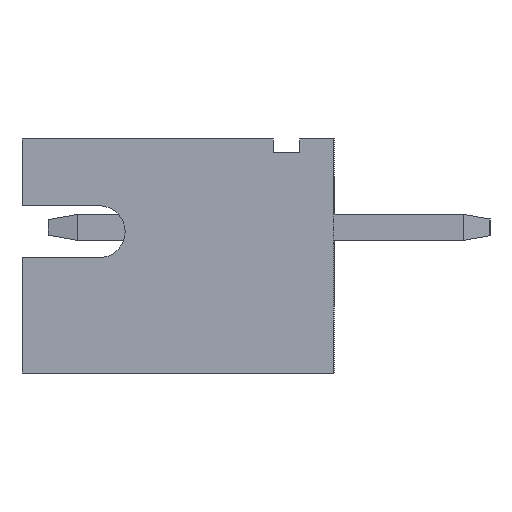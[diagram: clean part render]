
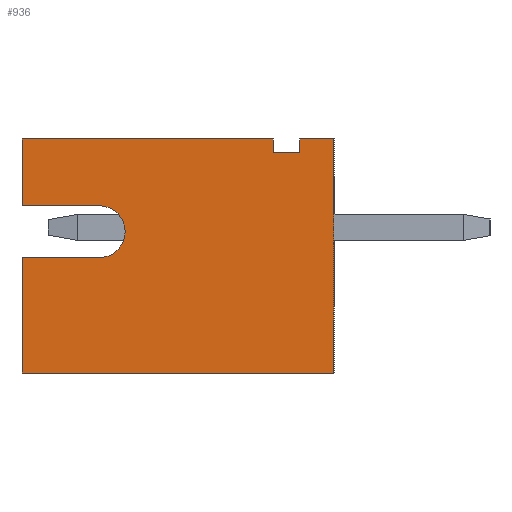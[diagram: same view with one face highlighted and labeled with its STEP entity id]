
A CAD part, left-side view. The second image highlights one B-rep face of the part: STEP entity #936.
In plain terms, the highlighted planar face has unit normal (-1, 0, 0).
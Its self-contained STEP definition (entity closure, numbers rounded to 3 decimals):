
#75 = DIRECTION ( 'NONE',  ( 0., -1., 0. ) ) ;
#92 = CARTESIAN_POINT ( 'NONE',  ( -10.95, 0., -2.25 ) ) ;
#105 = VERTEX_POINT ( 'NONE', #1206 ) ;
#133 = EDGE_CURVE ( 'NONE', #1942, #8105, #7382, .T. ) ;
#234 = EDGE_CURVE ( 'NONE', #397, #3270, #3427, .T. ) ;
#308 = CARTESIAN_POINT ( 'NONE',  ( -10.95, 6., 2.25 ) ) ;
#353 = VECTOR ( 'NONE', #2764, 1000. ) ;
#397 = VERTEX_POINT ( 'NONE', #2395 ) ;
#464 = DIRECTION ( 'NONE',  ( 1., 0., 0. ) ) ;
#597 = EDGE_CURVE ( 'NONE', #3816, #1942, #953, .T. ) ;
#641 = CARTESIAN_POINT ( 'NONE',  ( -10.95, 1.168, 2.711 ) ) ;
#713 = VECTOR ( 'NONE', #5471, 1000. ) ;
#760 = DIRECTION ( 'NONE',  ( 0., 0., 1. ) ) ;
#936 = ADVANCED_FACE ( 'NONE', ( #2862 ), #5542, .F. ) ;
#953 = LINE ( 'NONE', #7618, #7894 ) ;
#1058 = EDGE_CURVE ( 'NONE', #3400, #8105, #6744, .T. ) ;
#1206 = CARTESIAN_POINT ( 'NONE',  ( -10.95, 0., 2.25 ) ) ;
#1313 = AXIS2_PLACEMENT_3D ( 'NONE', #7777, #464, #8594 ) ;
#1361 = VECTOR ( 'NONE', #5008, 1000. ) ;
#1406 = EDGE_CURVE ( 'NONE', #2139, #4613, #5564, .T. ) ;
#1411 = CARTESIAN_POINT ( 'NONE',  ( -10.95, 4.515, 0.965 ) ) ;
#1529 = LINE ( 'NONE', #4899, #6148 ) ;
#1540 = ORIENTED_EDGE ( 'NONE', *, *, #1406, .T. ) ;
#1579 = EDGE_CURVE ( 'NONE', #3816, #3259, #2114, .T. ) ;
#1639 = VECTOR ( 'NONE', #8002, 1000. ) ;
#1665 = CARTESIAN_POINT ( 'NONE',  ( -10.95, 1.168, 1.994 ) ) ;
#1704 = CIRCLE ( 'NONE', #6042, 0.498 ) ;
#1753 = LINE ( 'NONE', #308, #7945 ) ;
#1942 = VERTEX_POINT ( 'NONE', #5704 ) ;
#1967 = VECTOR ( 'NONE', #3694, 1000. ) ;
#2041 = ORIENTED_EDGE ( 'NONE', *, *, #597, .F. ) ;
#2075 = DIRECTION ( 'NONE',  ( 0., 0., -1. ) ) ;
#2114 = LINE ( 'NONE', #2737, #5780 ) ;
#2115 = ORIENTED_EDGE ( 'NONE', *, *, #234, .F. ) ;
#2139 = VERTEX_POINT ( 'NONE', #4873 ) ;
#2395 = CARTESIAN_POINT ( 'NONE',  ( -10.95, 6., -2.25 ) ) ;
#2577 = VECTOR ( 'NONE', #4291, 1000. ) ;
#2737 = CARTESIAN_POINT ( 'NONE',  ( -10.95, 4.515, 0.965 ) ) ;
#2764 = DIRECTION ( 'NONE',  ( 0., -1., 0. ) ) ;
#2781 = CARTESIAN_POINT ( 'NONE',  ( -10.95, 4.515, 0.467 ) ) ;
#2862 = FACE_OUTER_BOUND ( 'NONE', #7110, .T. ) ;
#2881 = DIRECTION ( 'NONE',  ( 0., 1., 0. ) ) ;
#2894 = EDGE_CURVE ( 'NONE', #4613, #3400, #1529, .T. ) ;
#3083 = ORIENTED_EDGE ( 'NONE', *, *, #4830, .T. ) ;
#3259 = VERTEX_POINT ( 'NONE', #1411 ) ;
#3270 = VERTEX_POINT ( 'NONE', #3414 ) ;
#3400 = VERTEX_POINT ( 'NONE', #1665 ) ;
#3414 = CARTESIAN_POINT ( 'NONE',  ( -10.95, 6., -0.032 ) ) ;
#3427 = LINE ( 'NONE', #7515, #1361 ) ;
#3571 = ORIENTED_EDGE ( 'NONE', *, *, #3847, .T. ) ;
#3623 = CARTESIAN_POINT ( 'NONE',  ( -10.95, 0.661, 2.711 ) ) ;
#3694 = DIRECTION ( 'NONE',  ( 0., 1., 0. ) ) ;
#3695 = DIRECTION ( 'NONE',  ( 0., 0., 1. ) ) ;
#3816 = VERTEX_POINT ( 'NONE', #7443 ) ;
#3847 = EDGE_CURVE ( 'NONE', #6566, #3270, #5506, .T. ) ;
#4057 = CARTESIAN_POINT ( 'NONE',  ( -10.95, 6., 2.25 ) ) ;
#4291 = DIRECTION ( 'NONE',  ( 0., 0., -1. ) ) ;
#4316 = EDGE_CURVE ( 'NONE', #6128, #105, #6614, .T. ) ;
#4363 = CARTESIAN_POINT ( 'NONE',  ( -10.95, 4.515, -0.032 ) ) ;
#4592 = ORIENTED_EDGE ( 'NONE', *, *, #4316, .T. ) ;
#4613 = VERTEX_POINT ( 'NONE', #8295 ) ;
#4795 = DIRECTION ( 'NONE',  ( 1., 0., 0. ) ) ;
#4830 = EDGE_CURVE ( 'NONE', #3259, #6566, #1704, .T. ) ;
#4873 = CARTESIAN_POINT ( 'NONE',  ( -10.95, 0.661, 2.25 ) ) ;
#4878 = LINE ( 'NONE', #5437, #353 ) ;
#4899 = CARTESIAN_POINT ( 'NONE',  ( -10.95, 1.168, 1.994 ) ) ;
#5008 = DIRECTION ( 'NONE',  ( 0., 0., 1. ) ) ;
#5116 = ORIENTED_EDGE ( 'NONE', *, *, #2894, .T. ) ;
#5229 = ORIENTED_EDGE ( 'NONE', *, *, #7675, .T. ) ;
#5437 = CARTESIAN_POINT ( 'NONE',  ( -10.95, 6., -2.25 ) ) ;
#5471 = DIRECTION ( 'NONE',  ( 0., 0., 1. ) ) ;
#5506 = LINE ( 'NONE', #4363, #1967 ) ;
#5542 = PLANE ( 'NONE',  #1313 ) ;
#5564 = LINE ( 'NONE', #3623, #2577 ) ;
#5631 = EDGE_CURVE ( 'NONE', #2139, #105, #1753, .T. ) ;
#5704 = CARTESIAN_POINT ( 'NONE',  ( -10.95, 6., 2.25 ) ) ;
#5769 = DIRECTION ( 'NONE',  ( 0., -1., 0. ) ) ;
#5780 = VECTOR ( 'NONE', #75, 1000. ) ;
#5805 = CARTESIAN_POINT ( 'NONE',  ( -10.95, 4.515, -0.032 ) ) ;
#6042 = AXIS2_PLACEMENT_3D ( 'NONE', #2781, #4795, #2075 ) ;
#6128 = VERTEX_POINT ( 'NONE', #8446 ) ;
#6148 = VECTOR ( 'NONE', #2881, 1000. ) ;
#6429 = ORIENTED_EDGE ( 'NONE', *, *, #1579, .T. ) ;
#6566 = VERTEX_POINT ( 'NONE', #5805 ) ;
#6614 = LINE ( 'NONE', #92, #713 ) ;
#6744 = LINE ( 'NONE', #641, #7502 ) ;
#7110 = EDGE_LOOP ( 'NONE', ( #6429, #3083, #3571, #2115, #5229, #4592, #8640, #1540, #5116, #8671, #8012, #2041 ) ) ;
#7382 = LINE ( 'NONE', #4057, #1639 ) ;
#7443 = CARTESIAN_POINT ( 'NONE',  ( -10.95, 6., 0.965 ) ) ;
#7502 = VECTOR ( 'NONE', #760, 1000. ) ;
#7515 = CARTESIAN_POINT ( 'NONE',  ( -10.95, 6., -2.25 ) ) ;
#7618 = CARTESIAN_POINT ( 'NONE',  ( -10.95, 6., -2.25 ) ) ;
#7675 = EDGE_CURVE ( 'NONE', #397, #6128, #4878, .T. ) ;
#7777 = CARTESIAN_POINT ( 'NONE',  ( -10.95, 6., -2.25 ) ) ;
#7894 = VECTOR ( 'NONE', #3695, 1000. ) ;
#7945 = VECTOR ( 'NONE', #5769, 1000. ) ;
#8002 = DIRECTION ( 'NONE',  ( 0., -1., 0. ) ) ;
#8004 = CARTESIAN_POINT ( 'NONE',  ( -10.95, 1.168, 2.25 ) ) ;
#8012 = ORIENTED_EDGE ( 'NONE', *, *, #133, .F. ) ;
#8105 = VERTEX_POINT ( 'NONE', #8004 ) ;
#8295 = CARTESIAN_POINT ( 'NONE',  ( -10.95, 0.661, 1.994 ) ) ;
#8446 = CARTESIAN_POINT ( 'NONE',  ( -10.95, 0., -2.25 ) ) ;
#8594 = DIRECTION ( 'NONE',  ( 0., 0., -1. ) ) ;
#8640 = ORIENTED_EDGE ( 'NONE', *, *, #5631, .F. ) ;
#8671 = ORIENTED_EDGE ( 'NONE', *, *, #1058, .T. ) ;
